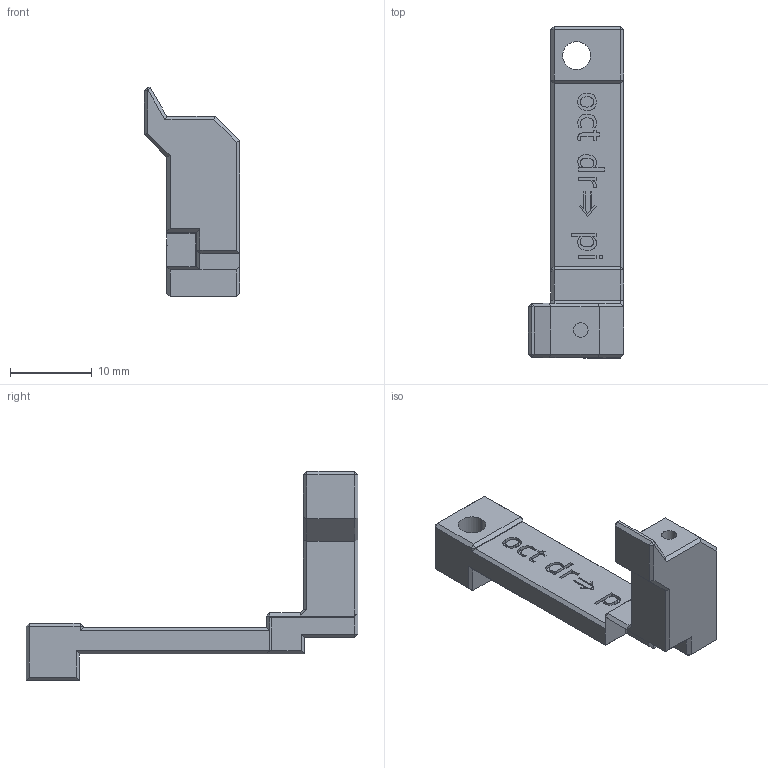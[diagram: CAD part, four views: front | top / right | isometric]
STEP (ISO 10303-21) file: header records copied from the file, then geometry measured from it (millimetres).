
FILE_DESCRIPTION (( 'STEP AP214' ), '1' );
FILE_NAME ('oct_dr_to_pi.STEP', '2022-02-01T03:12:49', ( '' ), ( '' ), 'SwSTEP 2.0', 'SolidWorks 2021', '' );
FILE_SCHEMA (( 'AUTOMOTIVE_DESIGN' ));
Length unit declared in the file: millimetre
Products named in the file (1): oct_dr_to_pi
Bounding box: 11.65 x 40.5 x 25.5 mm (x, y, z)
Volume: 2099.5 mm3; surface area: 1761.6 mm2
Topology: 1 solids, 1 shells, 197 faces, 485 edges, 302 vertices
Faces by surface type: plane 149, bspline 40, cylinder 7, sphere 1
Entity records: 7595 total; most frequent: CARTESIAN_POINT 3226, ORIENTED_EDGE 968, DIRECTION 725, EDGE_CURVE 484, VECTOR 387, LINE 387, VERTEX_POINT 302, EDGE_LOOP 212
